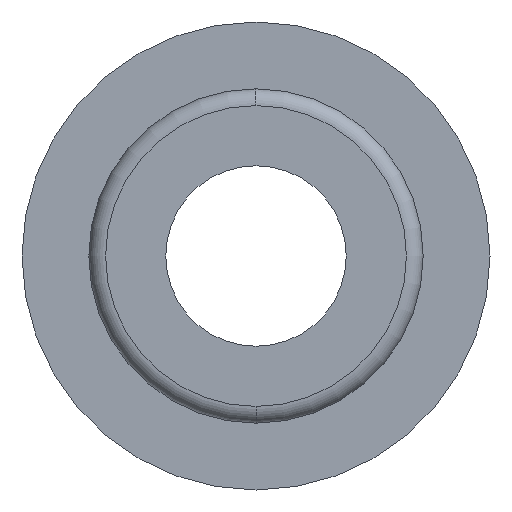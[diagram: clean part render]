
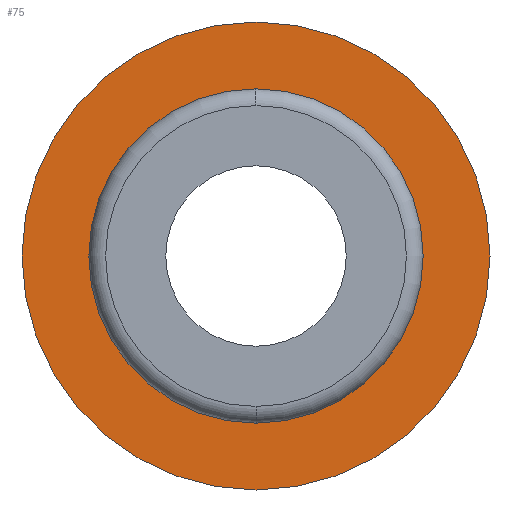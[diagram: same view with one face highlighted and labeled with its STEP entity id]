
A CAD part, front view. The second image highlights one B-rep face of the part: STEP entity #75.
In plain terms, the highlighted planar face has unit normal (0, -1, 0).
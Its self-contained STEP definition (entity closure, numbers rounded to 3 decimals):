
#75=ADVANCED_FACE('',(#158,#159),#160,.T.);
#158=FACE_OUTER_BOUND('',#251,.T.);
#159=FACE_BOUND('',#252,.T.);
#160=PLANE('',#253);
#251=EDGE_LOOP('',(#403,#404));
#252=EDGE_LOOP('',(#405,#406));
#253=AXIS2_PLACEMENT_3D('',#407,#408,#409);
#403=ORIENTED_EDGE('',*,*,#575,.F.);
#404=ORIENTED_EDGE('',*,*,#587,.F.);
#405=ORIENTED_EDGE('',*,*,#533,.F.);
#406=ORIENTED_EDGE('',*,*,#588,.F.);
#407=CARTESIAN_POINT('',(1.75,10.0,0.0));
#408=DIRECTION('',(-0.0,-1.0,-0.0));
#409=DIRECTION('',(-1.0,0.0,0.0));
#533=EDGE_CURVE('',#622,#618,#624,.T.);
#575=EDGE_CURVE('',#690,#693,#694,.T.);
#587=EDGE_CURVE('',#693,#690,#711,.T.);
#588=EDGE_CURVE('',#618,#622,#712,.T.);
#618=VERTEX_POINT('',#743);
#622=VERTEX_POINT('',#748);
#624=CIRCLE('',#751,2.5);
#690=VERTEX_POINT('',#829);
#693=VERTEX_POINT('',#833);
#694=CIRCLE('',#834,3.5);
#711=CIRCLE('',#854,3.5);
#712=CIRCLE('',#855,2.5);
#743=CARTESIAN_POINT('',(2.5,10.0,0.));
#748=CARTESIAN_POINT('',(-2.5,10.0,0.));
#751=AXIS2_PLACEMENT_3D('',#889,#890,#891);
#829=CARTESIAN_POINT('',(3.5,10.0,0.0));
#833=CARTESIAN_POINT('',(-3.5,10.0,0.));
#834=AXIS2_PLACEMENT_3D('',#962,#963,#964);
#854=AXIS2_PLACEMENT_3D('',#983,#984,#985);
#855=AXIS2_PLACEMENT_3D('',#986,#987,#988);
#889=CARTESIAN_POINT('',(0.0,10.0,0.0));
#890=DIRECTION('',(0.0,-1.0,0.0));
#891=DIRECTION('',(1.0,0.0,0.0));
#962=CARTESIAN_POINT('',(0.0,10.0,0.0));
#963=DIRECTION('',(-0.0,1.0,0.0));
#964=DIRECTION('',(1.0,0.0,0.0));
#983=CARTESIAN_POINT('',(0.0,10.0,0.0));
#984=DIRECTION('',(-0.0,1.0,0.0));
#985=DIRECTION('',(1.0,0.0,0.0));
#986=CARTESIAN_POINT('',(0.0,10.0,0.0));
#987=DIRECTION('',(0.0,-1.0,0.0));
#988=DIRECTION('',(1.0,0.0,0.0));
